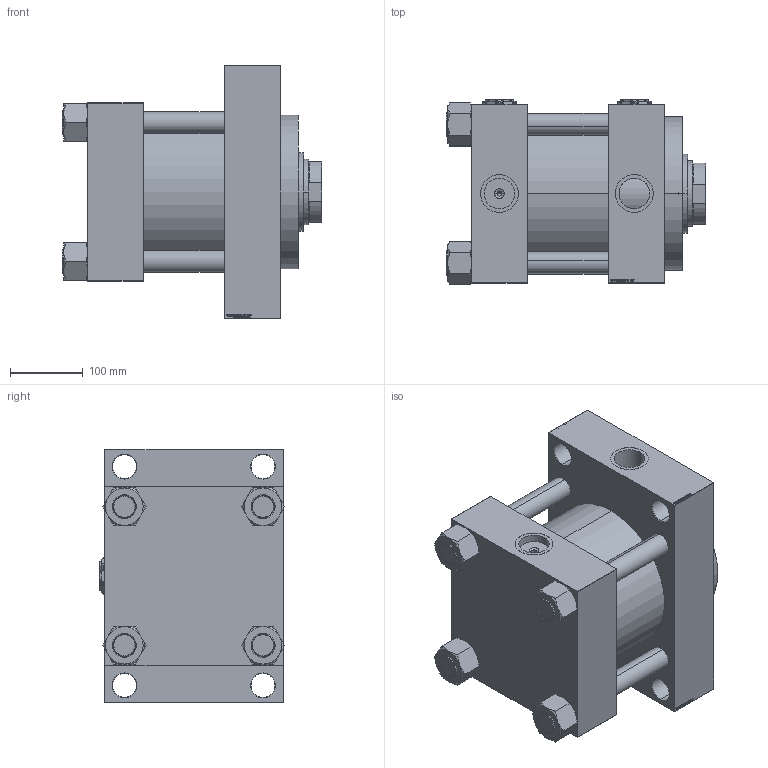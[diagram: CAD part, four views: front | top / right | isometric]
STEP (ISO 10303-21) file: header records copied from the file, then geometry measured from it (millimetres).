
FILE_DESCRIPTION (( 'STEP AP203' ), '1' );
FILE_NAME ('2ad8.STEP', '2022-04-16T12:33:03', ( '' ), ( '' ), 'SwSTEP 2.0', 'SolidWorks 2019', '' );
FILE_SCHEMA (( 'CONFIG_CONTROL_DESIGN' ));
Length unit declared in the file: millimetre
Products named in the file (7): 2ad8; V215CR_D_Body 46473b38ae1cf4cef4abf98dd5b00923; V215CR_VCP_D 46473b38ae1cf4cef4abf98dd5b00923; NUT_M5_D 46473b38ae1cf4cef4abf98dd5b00923; V215CR_D_TYCINKA 46473b38ae1cf4cef4abf98dd5b00923; Zatka_pro_OIL_PORT 46473b38ae1cf4cef4abf98dd5b00923; V215_VC_A 46473b38ae1cf4cef4abf98dd5b00923
Assembly tree (13 placements, depth 2):
  2ad8
    V215CR_D_Body 46473b38ae1cf4cef4abf98dd5b00923
    V215CR_VCP_D 46473b38ae1cf4cef4abf98dd5b00923
    NUT_M5_D 46473b38ae1cf4cef4abf98dd5b00923  x4
    V215CR_D_TYCINKA 46473b38ae1cf4cef4abf98dd5b00923  x4
    V215_VC_A 46473b38ae1cf4cef4abf98dd5b00923
    Zatka_pro_OIL_PORT 46473b38ae1cf4cef4abf98dd5b00923  x2
Bounding box: 356 x 254.22 x 347 mm (x, y, z)
Volume: 14578193.2 mm3; surface area: 1113892.9 mm2
Topology: 13 solids, 13 shells, 1254 faces, 3143 edges, 2034 vertices
Faces by surface type: plane 593, bspline 368, cone 184, cylinder 101, torus 8
Entity records: 49902 total; most frequent: CARTESIAN_POINT 25918, ORIENTED_EDGE 5358, DIRECTION 3541, EDGE_CURVE 2679, VERTEX_POINT 1754, LINE 1563, VECTOR 1563, EDGE_LOOP 1197
